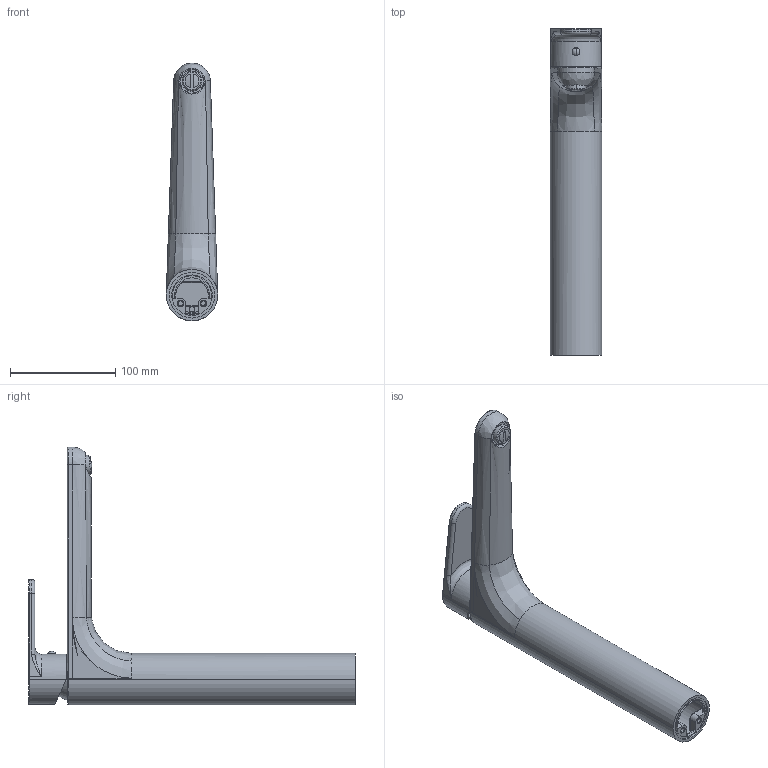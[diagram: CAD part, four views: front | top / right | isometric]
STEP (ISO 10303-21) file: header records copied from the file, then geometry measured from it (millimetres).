
FILE_DESCRIPTION((''),'2;1');
FILE_NAME('GR081CR','2021-01-14T12:48:32',('ut3'),('PAFFONI SpA'),'CREO PARAMETRIC BY PTC INC, 2020044','CREO PARAMETRIC BY PTC INC, 2020044','');
FILE_SCHEMA(('CONFIG_CONTROL_DESIGN','SHAPE_APPEARANCE_LAYERS_GROUPS'));
Length unit declared in the file: millimetre
Products named in the file (1): GR081CR
Bounding box: 49 x 311.2 x 245.5 mm (x, y, z)
Volume: 237781 mm3; surface area: 151474.1 mm2
Topology: 2 solids, 2 shells, 361 faces, 889 edges, 537 vertices
Faces by surface type: cylinder 114, plane 107, bspline 79, torus 34, cone 15, sphere 12
Entity records: 19440 total; most frequent: CARTESIAN_POINT 8852, ORIENTED_EDGE 1754, DIRECTION 1586, EDGE_CURVE 877, AXIS2_PLACEMENT_3D 628, VERTEX_POINT 537, EDGE_LOOP 394, FACE_OUTER_BOUND 361
